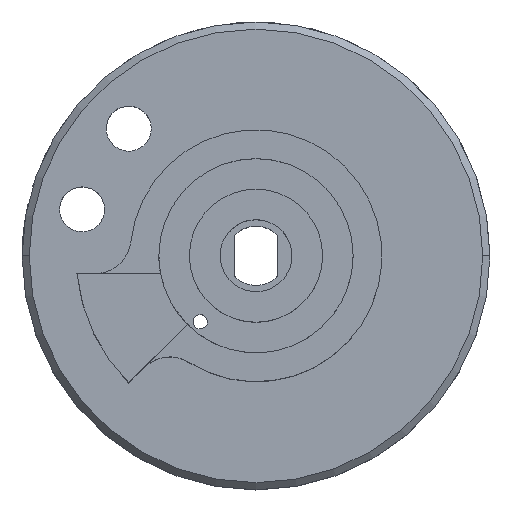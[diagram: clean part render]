
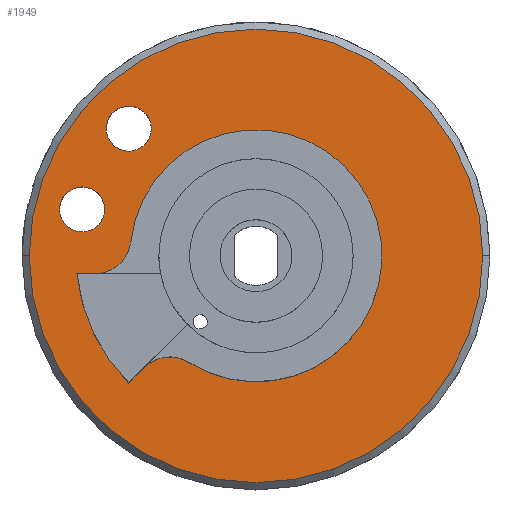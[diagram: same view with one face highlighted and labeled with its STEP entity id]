
A CAD part, top view. The second image highlights one B-rep face of the part: STEP entity #1949.
In plain terms, the highlighted planar face has unit normal (0, 0, 1).
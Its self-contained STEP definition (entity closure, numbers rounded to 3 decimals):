
#315=CARTESIAN_POINT('Line Origine',(-23.618,-2.5,12.)) ;
#319=CARTESIAN_POINT('Vertex',(-24.875,-2.5,12.)) ;
#321=CARTESIAN_POINT('Vertex',(-22.361,-2.5,12.)) ;
#352=CARTESIAN_POINT('Vertex',(-15.512,-15.512,12.)) ;
#355=CARTESIAN_POINT('Axis2P3D Location',(-11.977,-19.048,12.)) ;
#359=CARTESIAN_POINT('Vertex',(-9.315,-14.815,12.)) ;
#379=CARTESIAN_POINT('Axis2P3D Location',(0.,0.,12.)) ;
#383=CARTESIAN_POINT('Vertex',(-17.392,1.944,12.)) ;
#403=CARTESIAN_POINT('Axis2P3D Location',(-22.361,2.5,12.)) ;
#420=CARTESIAN_POINT('Axis2P3D Location',(0.,0.,12.)) ;
#424=CARTESIAN_POINT('Vertex',(-17.678,-17.678,12.)) ;
#448=CARTESIAN_POINT('Vertex',(-31.5,0.,12.)) ;
#464=CARTESIAN_POINT('Vertex',(31.5,0.,12.)) ;
#467=CARTESIAN_POINT('Axis2P3D Location',(0.,0.,12.)) ;
#489=CARTESIAN_POINT('Axis2P3D Location',(0.,0.,12.)) ;
#1815=CARTESIAN_POINT('Vertex',(-26.891,4.972,12.)) ;
#1818=CARTESIAN_POINT('Axis2P3D Location',(-24.148,6.47,12.)) ;
#1822=CARTESIAN_POINT('Vertex',(-21.406,7.969,12.)) ;
#1838=CARTESIAN_POINT('Axis2P3D Location',(-24.148,6.47,12.)) ;
#1855=CARTESIAN_POINT('Vertex',(-20.42,16.179,12.)) ;
#1858=CARTESIAN_POINT('Axis2P3D Location',(-17.678,17.678,12.)) ;
#1862=CARTESIAN_POINT('Vertex',(-14.935,19.176,12.)) ;
#1878=CARTESIAN_POINT('Axis2P3D Location',(-17.678,17.678,12.)) ;
#1919=CARTESIAN_POINT('Axis2P3D Location',(0.,0.,12.)) ;
#1936=CARTESIAN_POINT('Line Origine',(-16.595,-16.595,12.)) ;
#316=DIRECTION('Vector Direction',(1.,0.,0.)) ;
#356=DIRECTION('Axis2P3D Direction',(0.,0.,-1.)) ;
#380=DIRECTION('Axis2P3D Direction',(0.,0.,1.)) ;
#404=DIRECTION('Axis2P3D Direction',(0.,0.,-1.)) ;
#421=DIRECTION('Axis2P3D Direction',(0.,0.,1.)) ;
#468=DIRECTION('Axis2P3D Direction',(0.,0.,1.)) ;
#490=DIRECTION('Axis2P3D Direction',(0.,0.,1.)) ;
#1819=DIRECTION('Axis2P3D Direction',(0.,-0.,1.)) ;
#1839=DIRECTION('Axis2P3D Direction',(0.,-0.,1.)) ;
#1859=DIRECTION('Axis2P3D Direction',(0.,-0.,1.)) ;
#1879=DIRECTION('Axis2P3D Direction',(0.,-0.,1.)) ;
#1920=DIRECTION('Axis2P3D Direction',(0.,0.,1.)) ;
#1921=DIRECTION('Axis2P3D XDirection',(1.,0.,0.)) ;
#1937=DIRECTION('Vector Direction',(-0.707,-0.707,0.)) ;
#357=AXIS2_PLACEMENT_3D('Circle Axis2P3D',#355,#356,$) ;
#381=AXIS2_PLACEMENT_3D('Circle Axis2P3D',#379,#380,$) ;
#405=AXIS2_PLACEMENT_3D('Circle Axis2P3D',#403,#404,$) ;
#422=AXIS2_PLACEMENT_3D('Circle Axis2P3D',#420,#421,$) ;
#469=AXIS2_PLACEMENT_3D('Circle Axis2P3D',#467,#468,$) ;
#491=AXIS2_PLACEMENT_3D('Circle Axis2P3D',#489,#490,$) ;
#1820=AXIS2_PLACEMENT_3D('Circle Axis2P3D',#1818,#1819,$) ;
#1840=AXIS2_PLACEMENT_3D('Circle Axis2P3D',#1838,#1839,$) ;
#1860=AXIS2_PLACEMENT_3D('Circle Axis2P3D',#1858,#1859,$) ;
#1880=AXIS2_PLACEMENT_3D('Circle Axis2P3D',#1878,#1879,$) ;
#1922=AXIS2_PLACEMENT_3D('Plane Axis2P3D',#1919,#1920,#1921) ;
#1925=ORIENTED_EDGE('',*,*,#471,.T.) ;
#1926=ORIENTED_EDGE('',*,*,#493,.T.) ;
#1929=ORIENTED_EDGE('',*,*,#1882,.F.) ;
#1930=ORIENTED_EDGE('',*,*,#1864,.F.) ;
#1933=ORIENTED_EDGE('',*,*,#1842,.F.) ;
#1934=ORIENTED_EDGE('',*,*,#1824,.F.) ;
#1942=ORIENTED_EDGE('',*,*,#1940,.T.) ;
#1943=ORIENTED_EDGE('',*,*,#426,.F.) ;
#1944=ORIENTED_EDGE('',*,*,#323,.T.) ;
#1945=ORIENTED_EDGE('',*,*,#407,.T.) ;
#1946=ORIENTED_EDGE('',*,*,#385,.F.) ;
#1947=ORIENTED_EDGE('',*,*,#361,.T.) ;
#1931=FACE_BOUND('',#1928,.T.) ;
#1935=FACE_BOUND('',#1932,.T.) ;
#1948=FACE_BOUND('',#1941,.T.) ;
#317=VECTOR('Line Direction',#316,1.) ;
#1938=VECTOR('Line Direction',#1937,1.) ;
#1949=ADVANCED_FACE('Corps principal',(#1927,#1931,#1935,#1948),#1923,.T.) ;
#358=CIRCLE('generated circle',#357,5.) ;
#382=CIRCLE('generated circle',#381,17.5) ;
#406=CIRCLE('generated circle',#405,5.) ;
#423=CIRCLE('generated circle',#422,25.) ;
#470=CIRCLE('generated circle',#469,31.5) ;
#492=CIRCLE('generated circle',#491,31.5) ;
#1821=CIRCLE('generated circle',#1820,3.125) ;
#1841=CIRCLE('generated circle',#1840,3.125) ;
#1861=CIRCLE('generated circle',#1860,3.125) ;
#1881=CIRCLE('generated circle',#1880,3.125) ;
#323=EDGE_CURVE('',#320,#322,#318,.T.) ;
#361=EDGE_CURVE('',#360,#353,#358,.F.) ;
#385=EDGE_CURVE('',#360,#384,#382,.T.) ;
#407=EDGE_CURVE('',#322,#384,#406,.F.) ;
#426=EDGE_CURVE('',#320,#425,#423,.T.) ;
#471=EDGE_CURVE('',#449,#465,#470,.T.) ;
#493=EDGE_CURVE('',#465,#449,#492,.T.) ;
#1824=EDGE_CURVE('',#1816,#1823,#1821,.T.) ;
#1842=EDGE_CURVE('',#1823,#1816,#1841,.T.) ;
#1864=EDGE_CURVE('',#1856,#1863,#1861,.T.) ;
#1882=EDGE_CURVE('',#1863,#1856,#1881,.T.) ;
#1940=EDGE_CURVE('',#353,#425,#1939,.T.) ;
#1924=EDGE_LOOP('',(#1925,#1926)) ;
#1928=EDGE_LOOP('',(#1929,#1930)) ;
#1932=EDGE_LOOP('',(#1933,#1934)) ;
#1941=EDGE_LOOP('',(#1942,#1943,#1944,#1945,#1946,#1947)) ;
#1927=FACE_OUTER_BOUND('',#1924,.T.) ;
#318=LINE('Line',#315,#317) ;
#1939=LINE('Line',#1936,#1938) ;
#1923=PLANE('',#1922) ;
#320=VERTEX_POINT('',#319) ;
#322=VERTEX_POINT('',#321) ;
#353=VERTEX_POINT('',#352) ;
#360=VERTEX_POINT('',#359) ;
#384=VERTEX_POINT('',#383) ;
#425=VERTEX_POINT('',#424) ;
#449=VERTEX_POINT('',#448) ;
#465=VERTEX_POINT('',#464) ;
#1816=VERTEX_POINT('',#1815) ;
#1823=VERTEX_POINT('',#1822) ;
#1856=VERTEX_POINT('',#1855) ;
#1863=VERTEX_POINT('',#1862) ;
